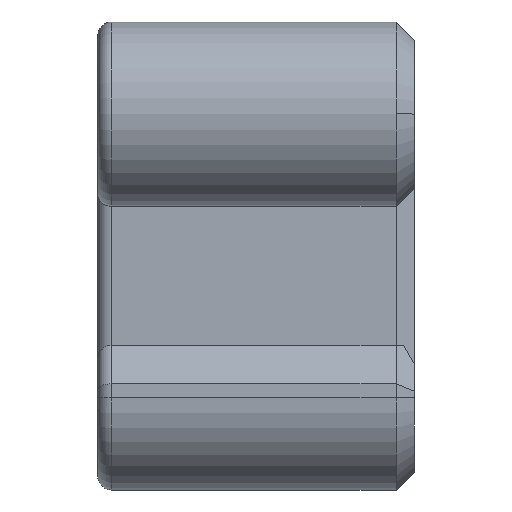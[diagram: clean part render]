
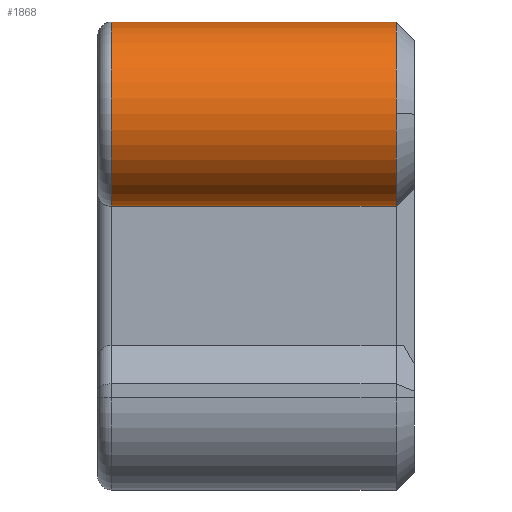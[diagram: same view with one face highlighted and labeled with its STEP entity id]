
A CAD part, top view. The second image highlights one B-rep face of the part: STEP entity #1868.
In plain terms, the highlighted cylindrical face has radius 2.039 mm (diameter 4.078 mm), a partial arc.
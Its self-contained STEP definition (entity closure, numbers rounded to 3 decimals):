
#1 = EDGE_CURVE ( 'NONE', #904, #1783, #967, .T. ) ;
#18 = LINE ( 'NONE', #723, #819 ) ;
#45 = CARTESIAN_POINT ( 'NONE',  ( 7.911, -1.639, 0.4 ) ) ;
#53 = CARTESIAN_POINT ( 'NONE',  ( 7.911, 0.4, 21.637 ) ) ;
#130 = CYLINDRICAL_SURFACE ( 'NONE', #1819, 2.039 ) ;
#155 = CARTESIAN_POINT ( 'NONE',  ( 7.911, 0.4, 0.4 ) ) ;
#185 = DIRECTION ( 'NONE',  ( -1., 0., 0. ) ) ;
#212 = CIRCLE ( 'NONE', #1519, 2.039 ) ;
#292 = CARTESIAN_POINT ( 'NONE',  ( 7.911, -1.639, 21.637 ) ) ;
#356 = VERTEX_POINT ( 'NONE', #718 ) ;
#428 = FACE_OUTER_BOUND ( 'NONE', #1656, .T. ) ;
#476 = EDGE_CURVE ( 'NONE', #904, #1791, #212, .T. ) ;
#578 = DIRECTION ( 'NONE',  ( 0., 0., 1. ) ) ;
#718 = CARTESIAN_POINT ( 'NONE',  ( 7.911, -3.678, 0.4 ) ) ;
#723 = CARTESIAN_POINT ( 'NONE',  ( 7.911, -3.678, 21.637 ) ) ;
#727 = AXIS2_PLACEMENT_3D ( 'NONE', #1408, #1093, #185 ) ;
#759 = DIRECTION ( 'NONE',  ( 0., 0., -1. ) ) ;
#764 = DIRECTION ( 'NONE',  ( -1., 0., 0. ) ) ;
#819 = VECTOR ( 'NONE', #1008, 1000. ) ;
#904 = VERTEX_POINT ( 'NONE', #2213 ) ;
#967 = LINE ( 'NONE', #53, #1281 ) ;
#1008 = DIRECTION ( 'NONE',  ( 0., 0., -1. ) ) ;
#1083 = EDGE_CURVE ( 'NONE', #1681, #1783, #1292, .T. ) ;
#1093 = DIRECTION ( 'NONE',  ( 0., 0., 1. ) ) ;
#1134 = ORIENTED_EDGE ( 'NONE', *, *, #2030, .T. ) ;
#1232 = CARTESIAN_POINT ( 'NONE',  ( 7.911, -3.678, 6.7 ) ) ;
#1234 = CIRCLE ( 'NONE', #1417, 2.039 ) ;
#1281 = VECTOR ( 'NONE', #759, 1000. ) ;
#1292 = CIRCLE ( 'NONE', #727, 2.039 ) ;
#1408 = CARTESIAN_POINT ( 'NONE',  ( 7.911, -1.639, 0.4 ) ) ;
#1417 = AXIS2_PLACEMENT_3D ( 'NONE', #45, #578, #764 ) ;
#1467 = CARTESIAN_POINT ( 'NONE',  ( 9.95, -1.639, 0.4 ) ) ;
#1487 = ORIENTED_EDGE ( 'NONE', *, *, #1974, .T. ) ;
#1519 = AXIS2_PLACEMENT_3D ( 'NONE', #1685, #1939, #2140 ) ;
#1555 = DIRECTION ( 'NONE',  ( 0., 0., -1. ) ) ;
#1656 = EDGE_LOOP ( 'NONE', ( #2044, #2307, #1134, #1487, #1768 ) ) ;
#1681 = VERTEX_POINT ( 'NONE', #1467 ) ;
#1685 = CARTESIAN_POINT ( 'NONE',  ( 7.911, -1.639, 6.7 ) ) ;
#1768 = ORIENTED_EDGE ( 'NONE', *, *, #1083, .T. ) ;
#1783 = VERTEX_POINT ( 'NONE', #155 ) ;
#1791 = VERTEX_POINT ( 'NONE', #1232 ) ;
#1819 = AXIS2_PLACEMENT_3D ( 'NONE', #292, #1555, #1885 ) ;
#1868 = ADVANCED_FACE ( 'NONE', ( #428 ), #130, .T. ) ;
#1885 = DIRECTION ( 'NONE',  ( -1., 0., 0. ) ) ;
#1939 = DIRECTION ( 'NONE',  ( 0., 0., -1. ) ) ;
#1974 = EDGE_CURVE ( 'NONE', #356, #1681, #1234, .T. ) ;
#2030 = EDGE_CURVE ( 'NONE', #1791, #356, #18, .T. ) ;
#2044 = ORIENTED_EDGE ( 'NONE', *, *, #1, .F. ) ;
#2140 = DIRECTION ( 'NONE',  ( -1., 0., 0. ) ) ;
#2213 = CARTESIAN_POINT ( 'NONE',  ( 7.911, 0.4, 6.7 ) ) ;
#2307 = ORIENTED_EDGE ( 'NONE', *, *, #476, .T. ) ;
